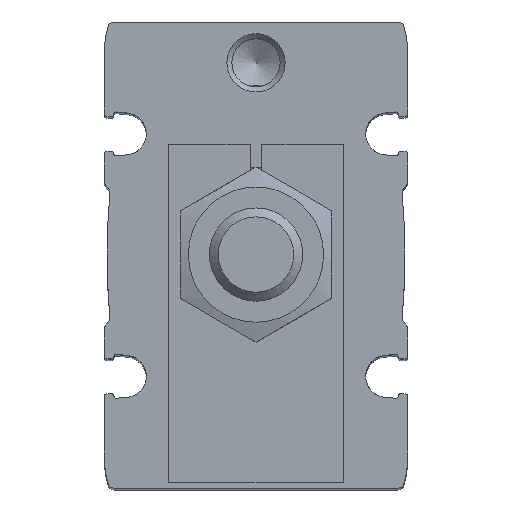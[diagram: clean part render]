
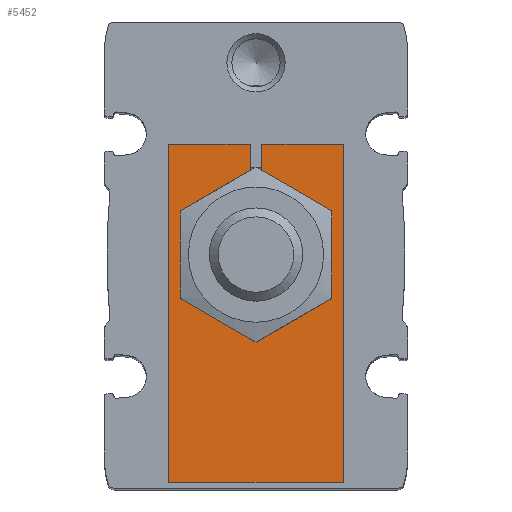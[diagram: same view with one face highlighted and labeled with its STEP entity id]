
A CAD part, top view. The second image highlights one B-rep face of the part: STEP entity #5452.
In plain terms, the highlighted planar face has unit normal (0, 0, 1).
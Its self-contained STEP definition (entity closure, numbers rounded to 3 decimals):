
#195=PLANE('',#5915);
#432=LINE('',#8648,#698);
#434=LINE('',#8653,#700);
#437=LINE('',#8661,#703);
#440=LINE('',#8667,#706);
#443=LINE('',#8675,#709);
#447=LINE('',#8686,#713);
#448=LINE('',#8688,#714);
#698=VECTOR('',#6992,1000.);
#700=VECTOR('',#6996,1000.);
#703=VECTOR('',#7003,1000.);
#706=VECTOR('',#7008,1000.);
#709=VECTOR('',#7015,1000.);
#713=VECTOR('',#7027,1000.);
#714=VECTOR('',#7028,1000.);
#921=CIRCLE('',#5916,4.);
#1937=ORIENTED_EDGE('',*,*,#2585,.F.);
#1938=ORIENTED_EDGE('',*,*,#2566,.T.);
#1939=ORIENTED_EDGE('',*,*,#2572,.T.);
#1940=ORIENTED_EDGE('',*,*,#2575,.T.);
#1941=ORIENTED_EDGE('',*,*,#2579,.T.);
#1942=ORIENTED_EDGE('',*,*,#2568,.T.);
#1943=ORIENTED_EDGE('',*,*,#2586,.F.);
#1944=ORIENTED_EDGE('',*,*,#2587,.F.);
#2566=EDGE_CURVE('',#3003,#3005,#432,.T.);
#2568=EDGE_CURVE('',#3008,#3007,#434,.T.);
#2572=EDGE_CURVE('',#3005,#3011,#437,.T.);
#2575=EDGE_CURVE('',#3011,#3013,#440,.T.);
#2579=EDGE_CURVE('',#3013,#3008,#443,.T.);
#2585=EDGE_CURVE('',#3003,#3019,#447,.T.);
#2586=EDGE_CURVE('',#3020,#3007,#448,.T.);
#2587=EDGE_CURVE('',#3019,#3020,#921,.T.);
#3003=VERTEX_POINT('',#8643);
#3005=VERTEX_POINT('',#8647);
#3007=VERTEX_POINT('',#8652);
#3008=VERTEX_POINT('',#8654);
#3011=VERTEX_POINT('',#8662);
#3013=VERTEX_POINT('',#8668);
#3019=VERTEX_POINT('',#8687);
#3020=VERTEX_POINT('',#8689);
#3451=EDGE_LOOP('',(#1937,#1938,#1939,#1940,#1941,#1942,#1943,#1944));
#3812=FACE_BOUND('',#3451,.T.);
#5452=ADVANCED_FACE('',(#3812),#195,.T.);
#5915=AXIS2_PLACEMENT_3D('',#8685,#7025,#7026);
#5916=AXIS2_PLACEMENT_3D('',#8690,#7029,#7030);
#6992=DIRECTION('',(-1.,0.,0.));
#6996=DIRECTION('',(-1.,0.,0.));
#7003=DIRECTION('',(0.,-1.,0.));
#7008=DIRECTION('',(1.,0.,0.));
#7015=DIRECTION('',(0.,1.,0.));
#7025=DIRECTION('',(0.,0.,1.));
#7026=DIRECTION('',(1.,0.,0.));
#7027=DIRECTION('',(0.,-1.,0.));
#7028=DIRECTION('',(0.,1.,0.));
#7029=DIRECTION('',(0.,0.,1.));
#7030=DIRECTION('',(1.,0.,0.));
#8643=CARTESIAN_POINT('',(-0.5,29.,0.));
#8647=CARTESIAN_POINT('',(-7.5,29.,0.));
#8648=CARTESIAN_POINT('',(7.5,29.,0.));
#8652=CARTESIAN_POINT('',(0.5,29.,0.));
#8653=CARTESIAN_POINT('',(7.5,29.,0.));
#8654=CARTESIAN_POINT('',(7.5,29.,0.));
#8661=CARTESIAN_POINT('',(-7.5,29.,0.));
#8662=CARTESIAN_POINT('',(-7.5,0.,0.));
#8667=CARTESIAN_POINT('',(-7.5,0.,0.));
#8668=CARTESIAN_POINT('',(7.5,0.,0.));
#8675=CARTESIAN_POINT('',(7.5,0.,0.));
#8685=CARTESIAN_POINT('',(0.,0.,0.));
#8686=CARTESIAN_POINT('',(-0.5,29.,0.));
#8687=CARTESIAN_POINT('',(-0.5,23.469,0.));
#8688=CARTESIAN_POINT('',(0.5,23.469,0.));
#8689=CARTESIAN_POINT('',(0.5,23.469,0.));
#8690=CARTESIAN_POINT('',(0.,19.5,0.));
